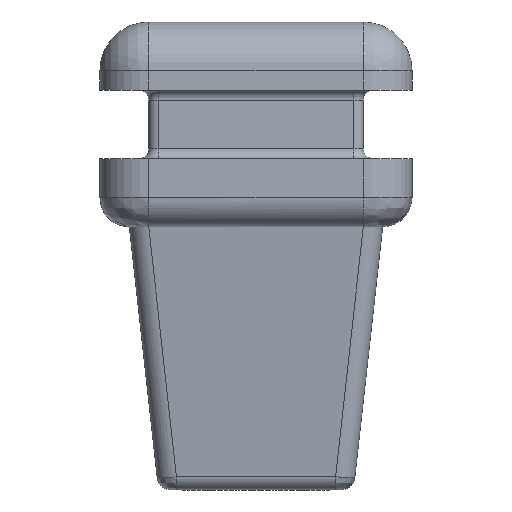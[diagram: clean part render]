
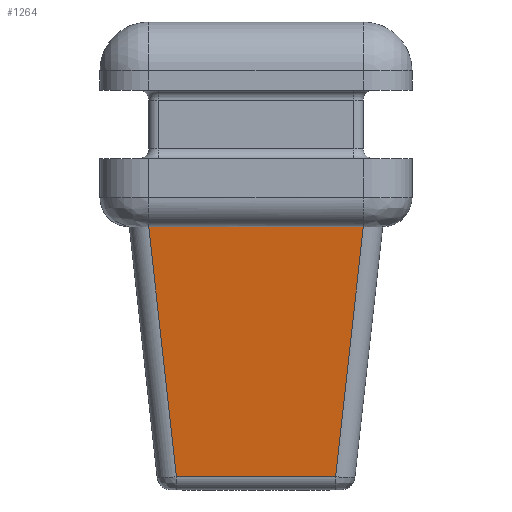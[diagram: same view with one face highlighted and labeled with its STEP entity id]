
A CAD part, front view. The second image highlights one B-rep face of the part: STEP entity #1264.
In plain terms, the highlighted planar face has unit normal (0, -0.996, -0.092).
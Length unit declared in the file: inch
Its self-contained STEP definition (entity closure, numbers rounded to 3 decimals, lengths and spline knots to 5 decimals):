
#37=PLANE('',#1384);
#104=FACE_OUTER_BOUND('',#189,.T.);
#189=EDGE_LOOP('',(#921,#922,#923,#924));
#267=LINE('',#2086,#365);
#269=LINE('',#2106,#367);
#287=LINE('',#2343,#385);
#288=LINE('',#2344,#386);
#365=VECTOR('',#1547,0.1285);
#367=VECTOR('',#1551,0.20397);
#385=VECTOR('',#1609,0.20397);
#386=VECTOR('',#1610,0.17329);
#528=VERTEX_POINT('',#1954);
#545=VERTEX_POINT('',#2084);
#547=VERTEX_POINT('',#2090);
#563=VERTEX_POINT('',#2342);
#660=EDGE_CURVE('',#528,#545,#267,.T.);
#663=EDGE_CURVE('',#528,#547,#269,.T.);
#693=EDGE_CURVE('',#563,#545,#287,.T.);
#694=EDGE_CURVE('',#547,#563,#288,.T.);
#921=ORIENTED_EDGE('',*,*,#693,.T.);
#922=ORIENTED_EDGE('',*,*,#660,.F.);
#923=ORIENTED_EDGE('',*,*,#663,.T.);
#924=ORIENTED_EDGE('',*,*,#694,.T.);
#1264=ADVANCED_FACE('',(#104),#37,.T.);
#1384=AXIS2_PLACEMENT_3D('',#2341,#1607,#1608);
#1547=DIRECTION('',(-1.,0.,0.));
#1551=DIRECTION('',(0.11,-0.092,0.99));
#1607=DIRECTION('center_axis',(0.,-0.996,-0.092));
#1608=DIRECTION('ref_axis',(0.,0.092,-0.996));
#1609=DIRECTION('',(0.11,0.092,-0.99));
#1610=DIRECTION('',(-1.,0.,0.));
#1954=CARTESIAN_POINT('',(0.06425,-0.04036,-0.31211));
#2084=CARTESIAN_POINT('',(-0.06425,-0.04036,-0.31211));
#2086=CARTESIAN_POINT('',(0.06425,-0.04036,-0.31211));
#2090=CARTESIAN_POINT('',(0.08665,-0.05906,-0.11024));
#2106=CARTESIAN_POINT('',(0.06425,-0.04036,-0.31211));
#2341=CARTESIAN_POINT('Origin',(0.,-0.04921,-0.21654));
#2342=CARTESIAN_POINT('',(-0.08665,-0.05906,-0.11024));
#2343=CARTESIAN_POINT('',(-0.08665,-0.05906,-0.11024));
#2344=CARTESIAN_POINT('',(0.08665,-0.05906,-0.11024));
